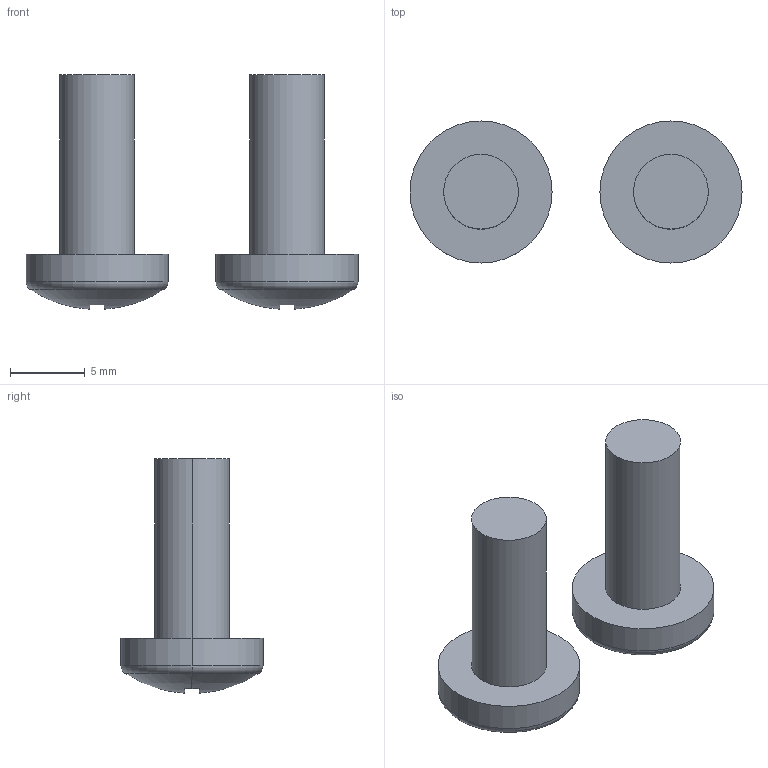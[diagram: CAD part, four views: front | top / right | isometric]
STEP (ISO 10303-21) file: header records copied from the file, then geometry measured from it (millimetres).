
FILE_DESCRIPTION((''),'2;1');
FILE_NAME('CAPPR_EPCOS_B41580A9478M000_Part2.stp','2012-07-26T12:05:04',(''),(''),'Mechanical Desktop 2011','Mechanical Desktop 2011',', , ');
FILE_SCHEMA(('AUTOMOTIVE_DESIGN { 1 2 10303 214 1 1 1 1 }'));
Length unit declared in the file: millimetre
Products named in the file (1): Product
Bounding box: 22.2 x 9.5 x 15.67 mm (x, y, z)
Volume: 867.7 mm3; surface area: 845.9 mm2
Topology: 2 solids, 2 shells, 46 faces, 98 edges, 58 vertices
Faces by surface type: plane 30, cylinder 8, sphere 4, torus 4
Entity records: 1288 total; most frequent: DIRECTION 250, CARTESIAN_POINT 203, ORIENTED_EDGE 196, AXIS2_PLACEMENT_3D 105, EDGE_CURVE 98, VERTEX_POINT 58, CIRCLE 58, EDGE_LOOP 48
